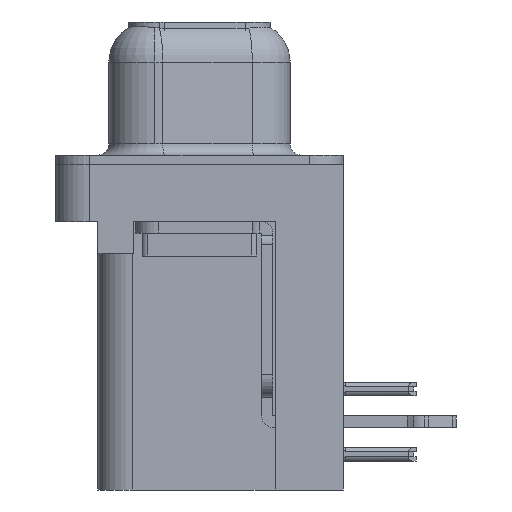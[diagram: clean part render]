
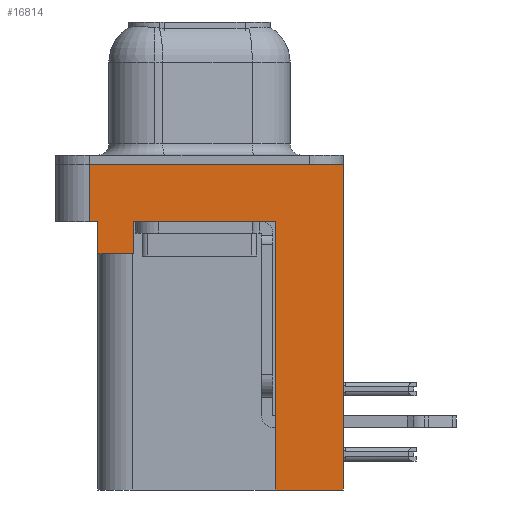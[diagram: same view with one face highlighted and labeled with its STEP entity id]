
A CAD part, left-side view. The second image highlights one B-rep face of the part: STEP entity #16814.
In plain terms, the highlighted planar face has unit normal (-1, 0, 0).
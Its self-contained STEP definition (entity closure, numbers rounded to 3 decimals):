
#470 = LINE ( 'NONE', #8745, #12924 ) ;
#614 = ORIENTED_EDGE ( 'NONE', *, *, #15855, .T. ) ;
#699 = CARTESIAN_POINT ( 'NONE',  ( -2.935, -3.295, -2.5 ) ) ;
#704 = VERTEX_POINT ( 'NONE', #26419 ) ;
#2157 = CARTESIAN_POINT ( 'NONE',  ( -2.935, -3.295, -14.2 ) ) ;
#2399 = DIRECTION ( 'NONE',  ( 0., 0., 1. ) ) ;
#2401 = VERTEX_POINT ( 'NONE', #26215 ) ;
#2412 = DIRECTION ( 'NONE',  ( 0., 0., 1. ) ) ;
#2641 = DIRECTION ( 'NONE',  ( 0., 0., 1. ) ) ;
#3199 = CARTESIAN_POINT ( 'NONE',  ( -2.935, 2.895, -2.5 ) ) ;
#3215 = CARTESIAN_POINT ( 'NONE',  ( -2.935, -6.275, -2.5 ) ) ;
#3447 = EDGE_CURVE ( 'NONE', #11044, #3616, #6541, .T. ) ;
#3616 = VERTEX_POINT ( 'NONE', #22012 ) ;
#3970 = ORIENTED_EDGE ( 'NONE', *, *, #16129, .F. ) ;
#5554 = CARTESIAN_POINT ( 'NONE',  ( -2.935, 4.425, -2.5 ) ) ;
#6119 = ORIENTED_EDGE ( 'NONE', *, *, #8202, .F. ) ;
#6541 = LINE ( 'NONE', #8426, #20202 ) ;
#6763 = CARTESIAN_POINT ( 'NONE',  ( -2.935, 4.425, -3.9 ) ) ;
#7241 = VERTEX_POINT ( 'NONE', #3199 ) ;
#8021 = LINE ( 'NONE', #16284, #16005 ) ;
#8119 = PLANE ( 'NONE',  #22059 ) ;
#8202 = EDGE_CURVE ( 'NONE', #2401, #9228, #18183, .T. ) ;
#8426 = CARTESIAN_POINT ( 'NONE',  ( -2.935, -6.275, 0. ) ) ;
#8745 = CARTESIAN_POINT ( 'NONE',  ( -2.935, 2.895, -3.9 ) ) ;
#8846 = CARTESIAN_POINT ( 'NONE',  ( -2.935, -6.275, -2.5 ) ) ;
#8985 = VERTEX_POINT ( 'NONE', #22456 ) ;
#9228 = VERTEX_POINT ( 'NONE', #699 ) ;
#9812 = VERTEX_POINT ( 'NONE', #5554 ) ;
#10181 = EDGE_CURVE ( 'NONE', #704, #11044, #23316, .T. ) ;
#10315 = VECTOR ( 'NONE', #2641, 1000. ) ;
#10642 = CARTESIAN_POINT ( 'NONE',  ( -2.935, 4.425, -3.9 ) ) ;
#10681 = CARTESIAN_POINT ( 'NONE',  ( -2.935, -6.275, -2.5 ) ) ;
#11044 = VERTEX_POINT ( 'NONE', #25620 ) ;
#11991 = VECTOR ( 'NONE', #2399, 1000. ) ;
#12163 = EDGE_LOOP ( 'NONE', ( #17132, #22022, #21187, #3970, #20980, #18843, #15913, #6119, #19667, #614 ) ) ;
#12924 = VECTOR ( 'NONE', #17277, 1000. ) ;
#14056 = LINE ( 'NONE', #16477, #22890 ) ;
#14104 = DIRECTION ( 'NONE',  ( 0., 0., 1. ) ) ;
#14744 = FACE_OUTER_BOUND ( 'NONE', #12163, .T. ) ;
#14800 = DIRECTION ( 'NONE',  ( 0., -1., 0. ) ) ;
#14956 = LINE ( 'NONE', #8846, #22668 ) ;
#15855 = EDGE_CURVE ( 'NONE', #22732, #3616, #20173, .T. ) ;
#15913 = ORIENTED_EDGE ( 'NONE', *, *, #24253, .T. ) ;
#16005 = VECTOR ( 'NONE', #18722, 1000. ) ;
#16012 = EDGE_CURVE ( 'NONE', #22732, #2401, #14056, .T. ) ;
#16129 = EDGE_CURVE ( 'NONE', #23602, #9812, #16869, .T. ) ;
#16284 = CARTESIAN_POINT ( 'NONE',  ( -2.935, 4.425, -3.9 ) ) ;
#16477 = CARTESIAN_POINT ( 'NONE',  ( -2.935, -3.295, -14.2 ) ) ;
#16814 = ADVANCED_FACE ( 'NONE', ( #14744 ), #8119, .T. ) ;
#16869 = LINE ( 'NONE', #10642, #10315 ) ;
#16994 = VECTOR ( 'NONE', #17387, 1000. ) ;
#17093 = EDGE_CURVE ( 'NONE', #8985, #7241, #470, .T. ) ;
#17132 = ORIENTED_EDGE ( 'NONE', *, *, #3447, .F. ) ;
#17277 = DIRECTION ( 'NONE',  ( 0., 0., 1. ) ) ;
#17387 = DIRECTION ( 'NONE',  ( 0., -1., 0. ) ) ;
#17587 = DIRECTION ( 'NONE',  ( 0., 0., 1. ) ) ;
#17970 = EDGE_CURVE ( 'NONE', #8985, #23602, #8021, .T. ) ;
#18183 = LINE ( 'NONE', #2157, #24516 ) ;
#18722 = DIRECTION ( 'NONE',  ( 0., 1., 0. ) ) ;
#18843 = ORIENTED_EDGE ( 'NONE', *, *, #17093, .T. ) ;
#18967 = DIRECTION ( 'NONE',  ( -1., 0., 0. ) ) ;
#19667 = ORIENTED_EDGE ( 'NONE', *, *, #16012, .F. ) ;
#20173 = LINE ( 'NONE', #3215, #26794 ) ;
#20202 = VECTOR ( 'NONE', #14800, 1000. ) ;
#20407 = CARTESIAN_POINT ( 'NONE',  ( -2.935, -6.275, -14.2 ) ) ;
#20980 = ORIENTED_EDGE ( 'NONE', *, *, #17970, .F. ) ;
#21187 = ORIENTED_EDGE ( 'NONE', *, *, #24104, .T. ) ;
#21750 = LINE ( 'NONE', #23803, #16994 ) ;
#22012 = CARTESIAN_POINT ( 'NONE',  ( -2.935, -6.275, 0. ) ) ;
#22022 = ORIENTED_EDGE ( 'NONE', *, *, #10181, .F. ) ;
#22059 = AXIS2_PLACEMENT_3D ( 'NONE', #10681, #18967, #2412 ) ;
#22364 = DIRECTION ( 'NONE',  ( 0., 1., 0. ) ) ;
#22456 = CARTESIAN_POINT ( 'NONE',  ( -2.935, 2.895, -3.9 ) ) ;
#22668 = VECTOR ( 'NONE', #25433, 1000. ) ;
#22732 = VERTEX_POINT ( 'NONE', #20407 ) ;
#22890 = VECTOR ( 'NONE', #22364, 1000. ) ;
#23316 = LINE ( 'NONE', #23578, #11991 ) ;
#23578 = CARTESIAN_POINT ( 'NONE',  ( -2.935, 4.775, -2.5 ) ) ;
#23602 = VERTEX_POINT ( 'NONE', #6763 ) ;
#23803 = CARTESIAN_POINT ( 'NONE',  ( -2.935, -6.275, -2.5 ) ) ;
#24104 = EDGE_CURVE ( 'NONE', #704, #9812, #14956, .T. ) ;
#24253 = EDGE_CURVE ( 'NONE', #7241, #9228, #21750, .T. ) ;
#24516 = VECTOR ( 'NONE', #14104, 1000. ) ;
#25433 = DIRECTION ( 'NONE',  ( 0., -1., 0. ) ) ;
#25620 = CARTESIAN_POINT ( 'NONE',  ( -2.935, 4.775, 0. ) ) ;
#26215 = CARTESIAN_POINT ( 'NONE',  ( -2.935, -3.295, -14.2 ) ) ;
#26419 = CARTESIAN_POINT ( 'NONE',  ( -2.935, 4.775, -2.5 ) ) ;
#26794 = VECTOR ( 'NONE', #17587, 1000. ) ;
